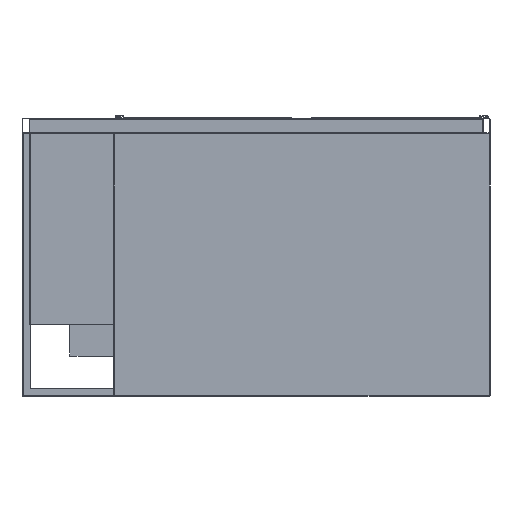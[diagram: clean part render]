
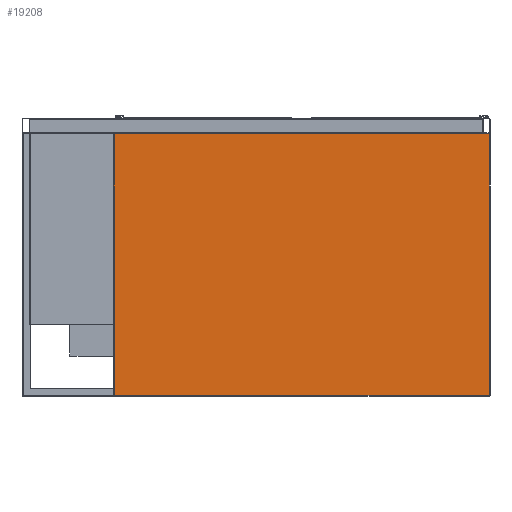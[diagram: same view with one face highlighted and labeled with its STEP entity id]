
A CAD part, front view. The second image highlights one B-rep face of the part: STEP entity #19208.
In plain terms, the highlighted planar face has unit normal (0, -1, 0).
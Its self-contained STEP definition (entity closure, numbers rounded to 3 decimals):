
#187 = DIRECTION ( 'NONE',  ( -1., 0., 0. ) ) ;
#359 = DIRECTION ( 'NONE',  ( 0., 0., 1. ) ) ;
#561 = CARTESIAN_POINT ( 'NONE',  ( 513., -380., -758. ) ) ;
#1134 = EDGE_CURVE ( 'NONE', #6924, #12131, #14067, .T. ) ;
#2658 = VECTOR ( 'NONE', #9450, 1000. ) ;
#2675 = EDGE_CURVE ( 'NONE', #13921, #6924, #10547, .T. ) ;
#2853 = CARTESIAN_POINT ( 'NONE',  ( -515., -380., -758. ) ) ;
#3366 = CARTESIAN_POINT ( 'NONE',  ( -513., -380., -760. ) ) ;
#3560 = EDGE_CURVE ( 'NONE', #12131, #11433, #13902, .T. ) ;
#5005 = CARTESIAN_POINT ( 'NONE',  ( -515., -380., -42. ) ) ;
#6384 = FACE_OUTER_BOUND ( 'NONE', #12707, .T. ) ;
#6924 = VERTEX_POINT ( 'NONE', #561 ) ;
#7870 = DIRECTION ( 'NONE',  ( 0., -1., 0. ) ) ;
#7970 = CARTESIAN_POINT ( 'NONE',  ( -515., -380., -760. ) ) ;
#9177 = CARTESIAN_POINT ( 'NONE',  ( 513., -380., -42. ) ) ;
#9450 = DIRECTION ( 'NONE',  ( 0., 0., -1. ) ) ;
#9657 = CARTESIAN_POINT ( 'NONE',  ( 513., -380., -760. ) ) ;
#9853 = VECTOR ( 'NONE', #359, 1000. ) ;
#10547 = LINE ( 'NONE', #2853, #15612 ) ;
#10778 = DIRECTION ( 'NONE',  ( 0., 0., -1. ) ) ;
#11433 = VERTEX_POINT ( 'NONE', #13853 ) ;
#12131 = VERTEX_POINT ( 'NONE', #9177 ) ;
#12707 = EDGE_LOOP ( 'NONE', ( #17136, #16807, #14637, #16465 ) ) ;
#13449 = DIRECTION ( 'NONE',  ( 1., 0., 0. ) ) ;
#13718 = VECTOR ( 'NONE', #187, 1000. ) ;
#13853 = CARTESIAN_POINT ( 'NONE',  ( -513., -380., -42. ) ) ;
#13902 = LINE ( 'NONE', #5005, #13718 ) ;
#13921 = VERTEX_POINT ( 'NONE', #17515 ) ;
#13984 = PLANE ( 'NONE',  #19621 ) ;
#14067 = LINE ( 'NONE', #9657, #9853 ) ;
#14637 = ORIENTED_EDGE ( 'NONE', *, *, #2675, .T. ) ;
#15612 = VECTOR ( 'NONE', #13449, 1000. ) ;
#16465 = ORIENTED_EDGE ( 'NONE', *, *, #1134, .T. ) ;
#16807 = ORIENTED_EDGE ( 'NONE', *, *, #16902, .T. ) ;
#16902 = EDGE_CURVE ( 'NONE', #11433, #13921, #17044, .T. ) ;
#17044 = LINE ( 'NONE', #3366, #2658 ) ;
#17136 = ORIENTED_EDGE ( 'NONE', *, *, #3560, .T. ) ;
#17515 = CARTESIAN_POINT ( 'NONE',  ( -513., -380., -758. ) ) ;
#19208 = ADVANCED_FACE ( 'Fl�che8', ( #6384 ), #13984, .T. ) ;
#19621 = AXIS2_PLACEMENT_3D ( 'NONE', #7970, #7870, #10778 ) ;
